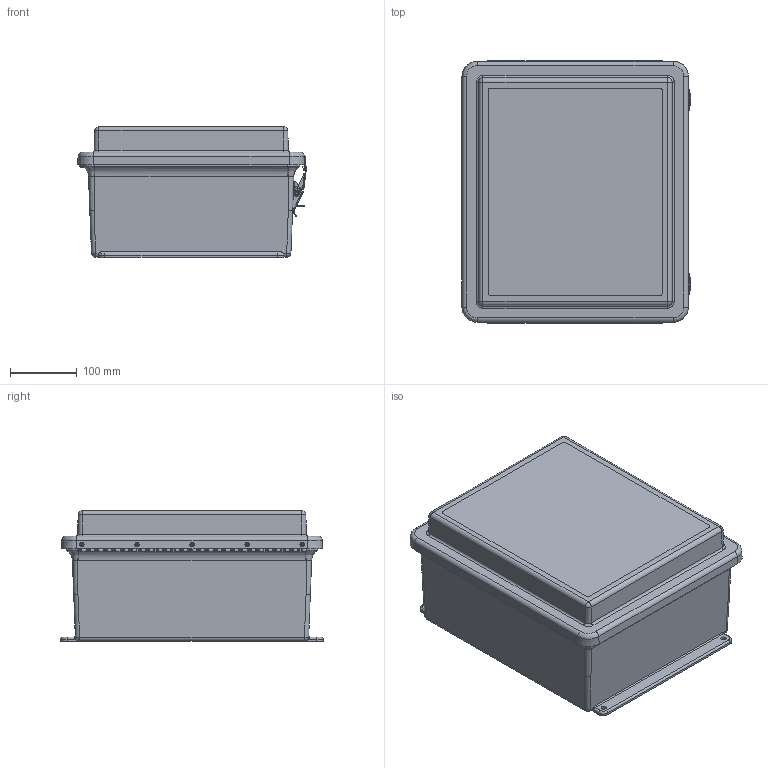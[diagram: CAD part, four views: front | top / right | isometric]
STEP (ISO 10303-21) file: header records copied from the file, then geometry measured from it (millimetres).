
FILE_DESCRIPTION (( 'STEP AP214' ), '1' );
FILE_NAME ('MRW1412HPL.STEP', '2018-11-07T00:40:57', ( '' ), ( '' ), 'SwSTEP 2.0', 'SolidWorks 2018', '' );
FILE_SCHEMA (( 'AUTOMOTIVE_DESIGN' ));
Length unit declared in the file: inch
Products named in the file (1): MRW1412HPL
Bounding box: 343.46 x 393.7 x 195.65 mm (x, y, z)
Volume: 2244703.3 mm3; surface area: 1154257.1 mm2
Topology: 41 solids, 41 shells, 1140 faces, 2869 edges, 1856 vertices
Faces by surface type: plane 495, cylinder 472, bspline 112, cone 49, torus 12
Full cylindrical faces by diameter (mm): 2.159 x55, 2.64 x8, 3.048 x2, 3.175 x18, 3.302 x4, 3.327 x10, 3.429 x18, 3.556 x22, 3.861 x8, 3.962 x7, 4.306 x4, 5.537 x4, 6.35 x10, 6.858 x4, 7.62 x4, 9.525 x2
Entity records: 54027 total; most frequent: CARTESIAN_POINT 12130, DIRECTION 5336, ORIENTED_EDGE 5244, EDGE_CURVE 2622, AXIS2_PLACEMENT_3D 1968, VERTEX_POINT 1822, EDGE_LOOP 1648, VECTOR 1400
